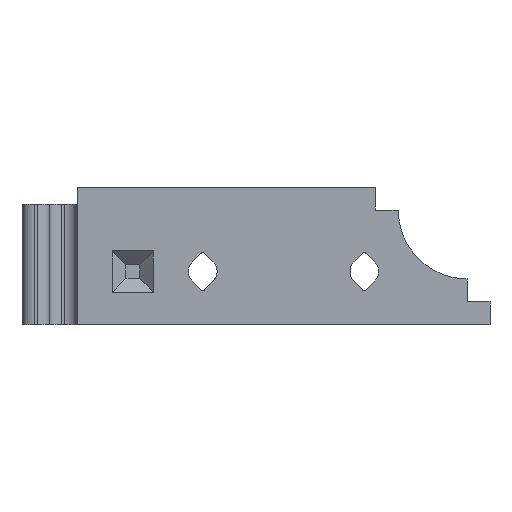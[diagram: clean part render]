
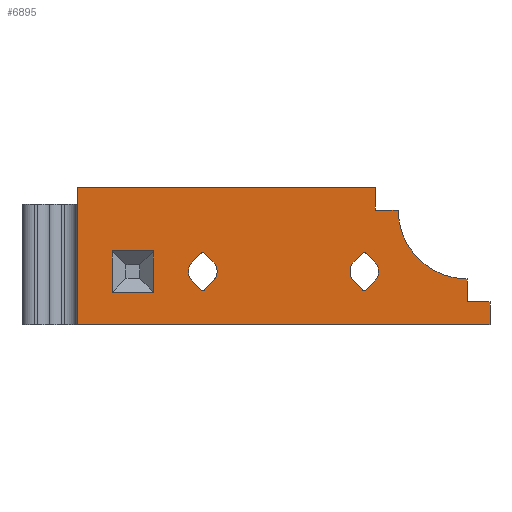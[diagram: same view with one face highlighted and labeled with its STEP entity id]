
A CAD part, front view. The second image highlights one B-rep face of the part: STEP entity #6895.
In plain terms, the highlighted planar face has unit normal (0, -1, 0).
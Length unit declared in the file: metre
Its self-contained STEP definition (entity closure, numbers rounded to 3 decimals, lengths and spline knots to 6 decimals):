
#137=PLANE('',#7411);
#376=CIRCLE('',#7387,0.002075);
#381=CIRCLE('',#7408,0.002075);
#384=CIRCLE('',#7412,0.01);
#385=CIRCLE('',#7413,0.0004);
#386=CIRCLE('',#7414,0.002075);
#387=CIRCLE('',#7415,0.0004);
#388=CIRCLE('',#7416,0.002075);
#389=CIRCLE('',#7417,0.0004);
#390=CIRCLE('',#7418,0.0004);
#581=LINE('',#10002,#1271);
#716=LINE('',#10430,#1406);
#890=LINE('',#11160,#1580);
#891=LINE('',#11163,#1581);
#892=LINE('',#11167,#1582);
#893=LINE('',#11169,#1583);
#894=LINE('',#11170,#1584);
#895=LINE('',#11171,#1585);
#896=LINE('',#11172,#1586);
#897=LINE('',#11175,#1587);
#898=LINE('',#11177,#1588);
#899=LINE('',#11179,#1589);
#900=LINE('',#11180,#1590);
#901=LINE('',#11182,#1591);
#902=LINE('',#11186,#1592);
#903=LINE('',#11190,#1593);
#904=LINE('',#11193,#1594);
#905=LINE('',#11198,#1595);
#906=LINE('',#11202,#1596);
#907=LINE('',#11203,#1597);
#1271=VECTOR('',#7790,1.);
#1406=VECTOR('',#8051,1.);
#1580=VECTOR('',#8531,1.);
#1581=VECTOR('',#8532,1.);
#1582=VECTOR('',#8535,1.);
#1583=VECTOR('',#8536,1.);
#1584=VECTOR('',#8537,1.);
#1585=VECTOR('',#8538,1.);
#1586=VECTOR('',#8539,1.);
#1587=VECTOR('',#8540,1.);
#1588=VECTOR('',#8541,1.);
#1589=VECTOR('',#8542,1.);
#1590=VECTOR('',#8543,1.);
#1591=VECTOR('',#8544,1.);
#1592=VECTOR('',#8547,1.);
#1593=VECTOR('',#8550,1.);
#1594=VECTOR('',#8553,1.);
#1595=VECTOR('',#8556,1.);
#1596=VECTOR('',#8559,1.);
#1597=VECTOR('',#8560,1.);
#2747=ORIENTED_EDGE('',*,*,#4651,.F.);
#2748=ORIENTED_EDGE('',*,*,#4652,.F.);
#2749=ORIENTED_EDGE('',*,*,#4653,.F.);
#2750=ORIENTED_EDGE('',*,*,#4654,.F.);
#2751=ORIENTED_EDGE('',*,*,#4655,.F.);
#2752=ORIENTED_EDGE('',*,*,#4147,.T.);
#2753=ORIENTED_EDGE('',*,*,#4656,.T.);
#2754=ORIENTED_EDGE('',*,*,#4331,.F.);
#2755=ORIENTED_EDGE('',*,*,#4657,.T.);
#2756=ORIENTED_EDGE('',*,*,#4658,.F.);
#2757=ORIENTED_EDGE('',*,*,#4659,.F.);
#2758=ORIENTED_EDGE('',*,*,#4660,.T.);
#2759=ORIENTED_EDGE('',*,*,#4661,.T.);
#2760=ORIENTED_EDGE('',*,*,#4662,.F.);
#2761=ORIENTED_EDGE('',*,*,#4646,.F.);
#2762=ORIENTED_EDGE('',*,*,#4663,.F.);
#2763=ORIENTED_EDGE('',*,*,#4664,.F.);
#2764=ORIENTED_EDGE('',*,*,#4665,.T.);
#2765=ORIENTED_EDGE('',*,*,#4666,.F.);
#2766=ORIENTED_EDGE('',*,*,#4667,.T.);
#2767=ORIENTED_EDGE('',*,*,#4668,.F.);
#2768=ORIENTED_EDGE('',*,*,#4669,.F.);
#2769=ORIENTED_EDGE('',*,*,#4670,.F.);
#2770=ORIENTED_EDGE('',*,*,#4671,.F.);
#2771=ORIENTED_EDGE('',*,*,#4672,.F.);
#2772=ORIENTED_EDGE('',*,*,#4673,.T.);
#2773=ORIENTED_EDGE('',*,*,#4606,.F.);
#2774=ORIENTED_EDGE('',*,*,#4674,.T.);
#2775=ORIENTED_EDGE('',*,*,#4675,.F.);
#4147=EDGE_CURVE('',#5161,#5162,#581,.F.);
#4331=EDGE_CURVE('',#5321,#5322,#716,.F.);
#4606=EDGE_CURVE('',#5540,#5541,#376,.T.);
#4646=EDGE_CURVE('',#5580,#5561,#381,.T.);
#4651=EDGE_CURVE('',#5585,#5586,#890,.T.);
#4652=EDGE_CURVE('',#5587,#5585,#891,.T.);
#4653=EDGE_CURVE('',#5588,#5587,#384,.T.);
#4654=EDGE_CURVE('',#5589,#5588,#892,.T.);
#4655=EDGE_CURVE('',#5161,#5589,#893,.T.);
#4656=EDGE_CURVE('',#5162,#5322,#894,.T.);
#4657=EDGE_CURVE('',#5321,#5586,#895,.T.);
#4658=EDGE_CURVE('',#5590,#5591,#896,.T.);
#4659=EDGE_CURVE('',#5592,#5590,#897,.T.);
#4660=EDGE_CURVE('',#5592,#5593,#898,.T.);
#4661=EDGE_CURVE('',#5593,#5591,#899,.T.);
#4662=EDGE_CURVE('',#5561,#5594,#900,.T.);
#4663=EDGE_CURVE('',#5595,#5580,#901,.T.);
#4664=EDGE_CURVE('',#5596,#5595,#385,.T.);
#4665=EDGE_CURVE('',#5596,#5597,#902,.T.);
#4666=EDGE_CURVE('',#5598,#5597,#386,.T.);
#4667=EDGE_CURVE('',#5598,#5599,#903,.T.);
#4668=EDGE_CURVE('',#5594,#5599,#387,.T.);
#4669=EDGE_CURVE('',#5600,#5601,#904,.T.);
#4670=EDGE_CURVE('',#5602,#5600,#388,.T.);
#4671=EDGE_CURVE('',#5603,#5602,#905,.T.);
#4672=EDGE_CURVE('',#5604,#5603,#389,.T.);
#4673=EDGE_CURVE('',#5604,#5541,#906,.T.);
#4674=EDGE_CURVE('',#5540,#5605,#907,.T.);
#4675=EDGE_CURVE('',#5601,#5605,#390,.T.);
#5161=VERTEX_POINT('',#10003);
#5162=VERTEX_POINT('',#10004);
#5321=VERTEX_POINT('',#10429);
#5322=VERTEX_POINT('',#10431);
#5540=VERTEX_POINT('',#11040);
#5541=VERTEX_POINT('',#11042);
#5561=VERTEX_POINT('',#11096);
#5580=VERTEX_POINT('',#11149);
#5585=VERTEX_POINT('',#11161);
#5586=VERTEX_POINT('',#11162);
#5587=VERTEX_POINT('',#11164);
#5588=VERTEX_POINT('',#11166);
#5589=VERTEX_POINT('',#11168);
#5590=VERTEX_POINT('',#11173);
#5591=VERTEX_POINT('',#11174);
#5592=VERTEX_POINT('',#11176);
#5593=VERTEX_POINT('',#11178);
#5594=VERTEX_POINT('',#11181);
#5595=VERTEX_POINT('',#11183);
#5596=VERTEX_POINT('',#11185);
#5597=VERTEX_POINT('',#11187);
#5598=VERTEX_POINT('',#11189);
#5599=VERTEX_POINT('',#11191);
#5600=VERTEX_POINT('',#11194);
#5601=VERTEX_POINT('',#11195);
#5602=VERTEX_POINT('',#11197);
#5603=VERTEX_POINT('',#11199);
#5604=VERTEX_POINT('',#11201);
#5605=VERTEX_POINT('',#11204);
#6064=EDGE_LOOP('',(#2747,#2748,#2749,#2750,#2751,#2752,#2753,#2754,#2755));
#6065=EDGE_LOOP('',(#2756,#2757,#2758,#2759));
#6066=EDGE_LOOP('',(#2760,#2761,#2762,#2763,#2764,#2765,#2766,#2767));
#6067=EDGE_LOOP('',(#2768,#2769,#2770,#2771,#2772,#2773,#2774,#2775));
#6458=FACE_BOUND('',#6064,.T.);
#6459=FACE_BOUND('',#6065,.T.);
#6460=FACE_BOUND('',#6066,.T.);
#6461=FACE_BOUND('',#6067,.T.);
#6895=ADVANCED_FACE('',(#6458,#6459,#6460,#6461),#137,.T.);
#7387=AXIS2_PLACEMENT_3D('',#11041,#8466,#8467);
#7408=AXIS2_PLACEMENT_3D('',#11150,#8521,#8522);
#7411=AXIS2_PLACEMENT_3D('',#11159,#8529,#8530);
#7412=AXIS2_PLACEMENT_3D('',#11165,#8533,#8534);
#7413=AXIS2_PLACEMENT_3D('',#11184,#8545,#8546);
#7414=AXIS2_PLACEMENT_3D('',#11188,#8548,#8549);
#7415=AXIS2_PLACEMENT_3D('',#11192,#8551,#8552);
#7416=AXIS2_PLACEMENT_3D('',#11196,#8554,#8555);
#7417=AXIS2_PLACEMENT_3D('',#11200,#8557,#8558);
#7418=AXIS2_PLACEMENT_3D('',#11205,#8561,#8562);
#7790=DIRECTION('',(1.,0.,0.));
#8051=DIRECTION('',(1.,0.,0.));
#8466=DIRECTION('',(0.,-1.,0.));
#8467=DIRECTION('',(1.,0.,0.));
#8521=DIRECTION('',(0.,-1.,0.));
#8522=DIRECTION('',(1.,0.,0.));
#8529=DIRECTION('',(0.,-1.,0.));
#8530=DIRECTION('',(1.,0.,0.));
#8531=DIRECTION('',(1.,0.,0.));
#8532=DIRECTION('',(0.,0.,-1.));
#8533=DIRECTION('',(0.,-1.,0.));
#8534=DIRECTION('',(1.,0.,0.));
#8535=DIRECTION('',(1.,0.,0.));
#8536=DIRECTION('',(0.,0.,-1.));
#8537=DIRECTION('',(0.,0.,-1.));
#8538=DIRECTION('',(0.,0.,1.));
#8539=DIRECTION('',(-1.,0.,0.));
#8540=DIRECTION('',(0.,0.,1.));
#8541=DIRECTION('',(-1.,0.,0.));
#8542=DIRECTION('',(0.,0.,1.));
#8543=DIRECTION('',(0.707,0.,-0.707));
#8544=DIRECTION('',(-0.707,0.,-0.707));
#8545=DIRECTION('',(0.,-1.,0.));
#8546=DIRECTION('',(1.,0.,0.));
#8547=DIRECTION('',(0.707,0.,-0.707));
#8548=DIRECTION('',(0.,-1.,0.));
#8549=DIRECTION('',(1.,0.,0.));
#8550=DIRECTION('',(-0.707,0.,-0.707));
#8551=DIRECTION('',(0.,-1.,0.));
#8552=DIRECTION('',(1.,0.,0.));
#8553=DIRECTION('',(0.707,0.,-0.707));
#8554=DIRECTION('',(0.,-1.,0.));
#8555=DIRECTION('',(1.,0.,0.));
#8556=DIRECTION('',(-0.707,0.,-0.707));
#8557=DIRECTION('',(0.,-1.,0.));
#8558=DIRECTION('',(1.,0.,0.));
#8559=DIRECTION('',(0.707,0.,-0.707));
#8560=DIRECTION('',(-0.707,0.,-0.707));
#8561=DIRECTION('',(0.,-1.,0.));
#8562=DIRECTION('',(1.,0.,0.));
#10002=CARTESIAN_POINT('',(1.397889,1.230025,0.38));
#10003=CARTESIAN_POINT('',(1.633333,1.230025,0.38));
#10004=CARTESIAN_POINT('',(1.59,1.230025,0.38));
#10429=CARTESIAN_POINT('',(1.65,1.230025,0.36));
#10430=CARTESIAN_POINT('',(1.697889,1.230025,0.36));
#10431=CARTESIAN_POINT('',(1.59,1.230025,0.36));
#11040=CARTESIAN_POINT('',(1.609734,1.230025,0.366266));
#11041=CARTESIAN_POINT('',(1.608267,1.230025,0.367733));
#11042=CARTESIAN_POINT('',(1.609734,1.230025,0.369201));
#11096=CARTESIAN_POINT('',(1.630266,1.230025,0.366266));
#11149=CARTESIAN_POINT('',(1.630266,1.230025,0.369201));
#11150=CARTESIAN_POINT('',(1.631733,1.230025,0.367733));
#11159=CARTESIAN_POINT('',(1.397889,1.230025,0.38));
#11160=CARTESIAN_POINT('',(1.397889,1.230025,0.363333));
#11161=CARTESIAN_POINT('',(1.646667,1.230025,0.363333));
#11162=CARTESIAN_POINT('',(1.65,1.230025,0.363333));
#11163=CARTESIAN_POINT('',(1.646667,1.230025,0.38));
#11164=CARTESIAN_POINT('',(1.646667,1.230025,0.366667));
#11165=CARTESIAN_POINT('',(1.646667,1.230025,0.376667));
#11166=CARTESIAN_POINT('',(1.636667,1.230025,0.376667));
#11167=CARTESIAN_POINT('',(1.397889,1.230025,0.376667));
#11168=CARTESIAN_POINT('',(1.633333,1.230025,0.376667));
#11169=CARTESIAN_POINT('',(1.633333,1.230025,0.38));
#11170=CARTESIAN_POINT('',(1.59,1.230025,0.38));
#11171=CARTESIAN_POINT('',(1.65,1.230025,0.38));
#11172=CARTESIAN_POINT('',(1.598096,1.230025,0.370733));
#11173=CARTESIAN_POINT('',(1.601096,1.230025,0.370733));
#11174=CARTESIAN_POINT('',(1.595096,1.230025,0.370733));
#11175=CARTESIAN_POINT('',(1.601096,1.230025,0.367733));
#11176=CARTESIAN_POINT('',(1.601096,1.230025,0.364733));
#11177=CARTESIAN_POINT('',(1.598096,1.230025,0.364733));
#11178=CARTESIAN_POINT('',(1.595096,1.230025,0.364733));
#11179=CARTESIAN_POINT('',(1.595096,1.230025,0.367733));
#11180=CARTESIAN_POINT('',(1.507211,1.230025,0.489322));
#11181=CARTESIAN_POINT('',(1.631451,1.230025,0.365082));
#11182=CARTESIAN_POINT('',(1.519477,1.230025,0.258412));
#11183=CARTESIAN_POINT('',(1.631451,1.230025,0.370385));
#11184=CARTESIAN_POINT('',(1.631733,1.230025,0.370102));
#11185=CARTESIAN_POINT('',(1.632016,1.230025,0.370385));
#11186=CARTESIAN_POINT('',(1.510145,1.230025,0.492256));
#11187=CARTESIAN_POINT('',(1.633201,1.230025,0.369201));
#11188=CARTESIAN_POINT('',(1.631733,1.230025,0.367733));
#11189=CARTESIAN_POINT('',(1.633201,1.230025,0.366266));
#11190=CARTESIAN_POINT('',(1.522412,1.230025,0.255477));
#11191=CARTESIAN_POINT('',(1.632016,1.230025,0.365082));
#11192=CARTESIAN_POINT('',(1.631733,1.230025,0.365365));
#11193=CARTESIAN_POINT('',(1.495477,1.230025,0.477588));
#11194=CARTESIAN_POINT('',(1.606799,1.230025,0.366266));
#11195=CARTESIAN_POINT('',(1.607984,1.230025,0.365082));
#11196=CARTESIAN_POINT('',(1.608267,1.230025,0.367733));
#11197=CARTESIAN_POINT('',(1.606799,1.230025,0.369201));
#11198=CARTESIAN_POINT('',(1.507744,1.230025,0.270145));
#11199=CARTESIAN_POINT('',(1.607984,1.230025,0.370385));
#11200=CARTESIAN_POINT('',(1.608267,1.230025,0.370102));
#11201=CARTESIAN_POINT('',(1.608549,1.230025,0.370385));
#11202=CARTESIAN_POINT('',(1.498412,1.230025,0.480523));
#11203=CARTESIAN_POINT('',(1.510678,1.230025,0.267211));
#11204=CARTESIAN_POINT('',(1.608549,1.230025,0.365082));
#11205=CARTESIAN_POINT('',(1.608267,1.230025,0.365365));
